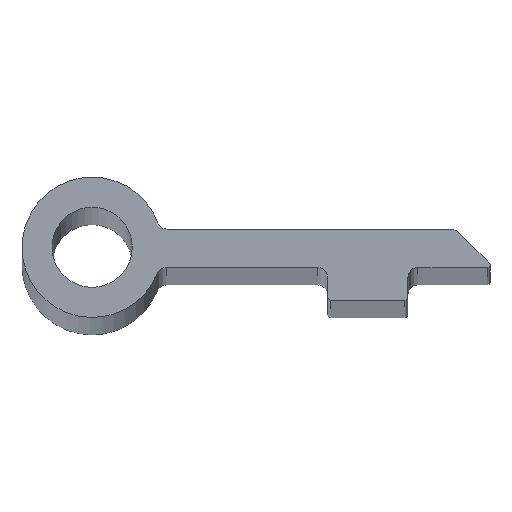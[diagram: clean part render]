
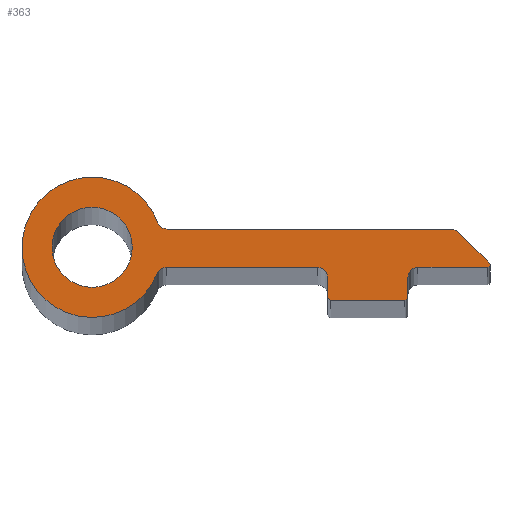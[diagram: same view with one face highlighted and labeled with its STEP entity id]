
A CAD part, top view. The second image highlights one B-rep face of the part: STEP entity #363.
In plain terms, the highlighted planar face has unit normal (0, 0, 1).
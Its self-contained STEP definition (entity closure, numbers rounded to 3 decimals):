
#16=FACE_BOUND('',#65,.T.);
#25=PLANE('',#422);
#44=FACE_OUTER_BOUND('',#64,.T.);
#64=EDGE_LOOP('',(#318,#319,#320,#321,#322,#323,#324,#325,#326,#327,#328,
#329,#330,#331,#332,#333));
#65=EDGE_LOOP('',(#334));
#76=LINE('',#582,#107);
#79=LINE('',#590,#110);
#82=LINE('',#598,#113);
#85=LINE('',#606,#116);
#90=LINE('',#622,#121);
#93=LINE('',#630,#124);
#96=LINE('',#637,#127);
#107=VECTOR('',#467,10.);
#110=VECTOR('',#476,10.);
#113=VECTOR('',#485,10.);
#116=VECTOR('',#494,10.);
#121=VECTOR('',#513,10.);
#124=VECTOR('',#522,10.);
#127=VECTOR('',#531,10.);
#129=CIRCLE('',#386,4.);
#139=CIRCLE('',#398,1.);
#140=CIRCLE('',#401,0.3);
#141=CIRCLE('',#404,0.3);
#142=CIRCLE('',#407,1.);
#143=CIRCLE('',#410,1.);
#144=CIRCLE('',#412,7.);
#145=CIRCLE('',#414,1.);
#146=CIRCLE('',#417,1.);
#147=CIRCLE('',#420,0.25);
#149=VERTEX_POINT('',#538);
#166=VERTEX_POINT('',#575);
#167=VERTEX_POINT('',#577);
#168=VERTEX_POINT('',#581);
#169=VERTEX_POINT('',#585);
#170=VERTEX_POINT('',#589);
#171=VERTEX_POINT('',#593);
#172=VERTEX_POINT('',#597);
#173=VERTEX_POINT('',#601);
#174=VERTEX_POINT('',#605);
#175=VERTEX_POINT('',#609);
#176=VERTEX_POINT('',#613);
#177=VERTEX_POINT('',#617);
#178=VERTEX_POINT('',#621);
#179=VERTEX_POINT('',#625);
#180=VERTEX_POINT('',#629);
#181=VERTEX_POINT('',#633);
#184=EDGE_CURVE('',#149,#149,#129,.T.);
#202=EDGE_CURVE('',#167,#166,#139,.T.);
#204=EDGE_CURVE('',#168,#167,#76,.T.);
#206=EDGE_CURVE('',#169,#168,#140,.T.);
#208=EDGE_CURVE('',#170,#169,#79,.T.);
#210=EDGE_CURVE('',#171,#170,#141,.T.);
#212=EDGE_CURVE('',#172,#171,#82,.T.);
#214=EDGE_CURVE('',#173,#172,#142,.T.);
#216=EDGE_CURVE('',#174,#173,#85,.T.);
#218=EDGE_CURVE('',#175,#174,#143,.T.);
#220=EDGE_CURVE('',#176,#175,#144,.T.);
#222=EDGE_CURVE('',#177,#176,#145,.T.);
#224=EDGE_CURVE('',#178,#177,#90,.T.);
#226=EDGE_CURVE('',#179,#178,#146,.T.);
#228=EDGE_CURVE('',#180,#179,#93,.T.);
#230=EDGE_CURVE('',#181,#180,#147,.T.);
#232=EDGE_CURVE('',#166,#181,#96,.T.);
#318=ORIENTED_EDGE('',*,*,#232,.T.);
#319=ORIENTED_EDGE('',*,*,#230,.T.);
#320=ORIENTED_EDGE('',*,*,#228,.T.);
#321=ORIENTED_EDGE('',*,*,#226,.T.);
#322=ORIENTED_EDGE('',*,*,#224,.T.);
#323=ORIENTED_EDGE('',*,*,#222,.T.);
#324=ORIENTED_EDGE('',*,*,#220,.T.);
#325=ORIENTED_EDGE('',*,*,#218,.T.);
#326=ORIENTED_EDGE('',*,*,#216,.T.);
#327=ORIENTED_EDGE('',*,*,#214,.T.);
#328=ORIENTED_EDGE('',*,*,#212,.T.);
#329=ORIENTED_EDGE('',*,*,#210,.T.);
#330=ORIENTED_EDGE('',*,*,#208,.T.);
#331=ORIENTED_EDGE('',*,*,#206,.T.);
#332=ORIENTED_EDGE('',*,*,#204,.T.);
#333=ORIENTED_EDGE('',*,*,#202,.T.);
#334=ORIENTED_EDGE('',*,*,#184,.T.);
#363=ADVANCED_FACE('',(#44,#16),#25,.T.);
#386=AXIS2_PLACEMENT_3D('',#540,#430,#431);
#398=AXIS2_PLACEMENT_3D('',#578,#462,#463);
#401=AXIS2_PLACEMENT_3D('',#586,#471,#472);
#404=AXIS2_PLACEMENT_3D('',#594,#480,#481);
#407=AXIS2_PLACEMENT_3D('',#602,#489,#490);
#410=AXIS2_PLACEMENT_3D('',#610,#498,#499);
#412=AXIS2_PLACEMENT_3D('',#614,#503,#504);
#414=AXIS2_PLACEMENT_3D('',#618,#508,#509);
#417=AXIS2_PLACEMENT_3D('',#626,#517,#518);
#420=AXIS2_PLACEMENT_3D('',#634,#526,#527);
#422=AXIS2_PLACEMENT_3D('',#638,#532,#533);
#430=DIRECTION('center_axis',(0.,0.,-1.));
#431=DIRECTION('ref_axis',(1.,0.,0.));
#462=DIRECTION('center_axis',(0.,0.,-1.));
#463=DIRECTION('ref_axis',(0.,-1.,0.));
#467=DIRECTION('',(0.,1.,0.));
#471=DIRECTION('center_axis',(0.,0.,1.));
#472=DIRECTION('ref_axis',(0.,-1.,0.));
#476=DIRECTION('',(1.,0.,0.));
#480=DIRECTION('center_axis',(0.,0.,1.));
#481=DIRECTION('ref_axis',(-1.,0.,0.));
#485=DIRECTION('',(0.,-1.,0.));
#489=DIRECTION('center_axis',(0.,0.,-1.));
#490=DIRECTION('ref_axis',(-1.,0.,0.));
#494=DIRECTION('',(1.,0.,0.));
#498=DIRECTION('center_axis',(0.,0.,-1.));
#499=DIRECTION('ref_axis',(0.,-1.,0.));
#503=DIRECTION('center_axis',(0.,0.,1.));
#504=DIRECTION('ref_axis',(0.937,0.35,0.));
#508=DIRECTION('center_axis',(0.,0.,-1.));
#509=DIRECTION('ref_axis',(0.937,0.35,0.));
#513=DIRECTION('',(-1.,0.,0.));
#517=DIRECTION('center_axis',(0.,0.,1.));
#518=DIRECTION('ref_axis',(0.707,0.707,0.));
#522=DIRECTION('',(-0.707,0.707,0.));
#526=DIRECTION('center_axis',(0.,0.,1.));
#527=DIRECTION('ref_axis',(0.,-1.,0.));
#531=DIRECTION('',(1.,0.,0.));
#532=DIRECTION('center_axis',(0.,0.,1.));
#533=DIRECTION('ref_axis',(1.,0.,0.));
#538=CARTESIAN_POINT('',(-31.5,2.,500.));
#540=CARTESIAN_POINT('Origin',(-27.5,2.,500.));
#575=CARTESIAN_POINT('',(5.,0.,500.));
#577=CARTESIAN_POINT('',(4.,-1.,500.));
#578=CARTESIAN_POINT('Origin',(5.,-1.,500.));
#581=CARTESIAN_POINT('',(4.,-3.,500.));
#582=CARTESIAN_POINT('',(4.,-3.,500.));
#585=CARTESIAN_POINT('',(3.7,-3.3,500.));
#586=CARTESIAN_POINT('Origin',(3.7,-3.,500.));
#589=CARTESIAN_POINT('',(-3.7,-3.3,500.));
#590=CARTESIAN_POINT('',(-3.7,-3.3,500.));
#593=CARTESIAN_POINT('',(-4.,-3.,500.));
#594=CARTESIAN_POINT('Origin',(-3.7,-3.,500.));
#597=CARTESIAN_POINT('',(-4.,-1.,500.));
#598=CARTESIAN_POINT('',(-4.,-1.,500.));
#601=CARTESIAN_POINT('',(-5.,0.,500.));
#602=CARTESIAN_POINT('Origin',(-5.,-1.,500.));
#605=CARTESIAN_POINT('',(-20.084,0.,500.));
#606=CARTESIAN_POINT('',(-20.084,0.,500.));
#609=CARTESIAN_POINT('',(-21.011,-0.625,500.));
#610=CARTESIAN_POINT('Origin',(-20.084,-1.,500.));
#613=CARTESIAN_POINT('',(-20.943,4.45,500.));
#614=CARTESIAN_POINT('Origin',(-27.5,2.,500.));
#617=CARTESIAN_POINT('',(-20.006,3.8,500.));
#618=CARTESIAN_POINT('Origin',(-20.006,4.8,500.));
#621=CARTESIAN_POINT('',(8.336,3.8,500.));
#622=CARTESIAN_POINT('',(8.336,3.8,500.));
#625=CARTESIAN_POINT('',(9.043,3.507,500.));
#626=CARTESIAN_POINT('Origin',(8.336,2.8,500.));
#629=CARTESIAN_POINT('',(12.123,0.427,500.));
#630=CARTESIAN_POINT('',(12.123,0.427,500.));
#633=CARTESIAN_POINT('',(11.946,0.,500.));
#634=CARTESIAN_POINT('Origin',(11.946,0.25,500.));
#637=CARTESIAN_POINT('',(5.,0.,500.));
#638=CARTESIAN_POINT('Origin',(-10.907,1.434,500.));
